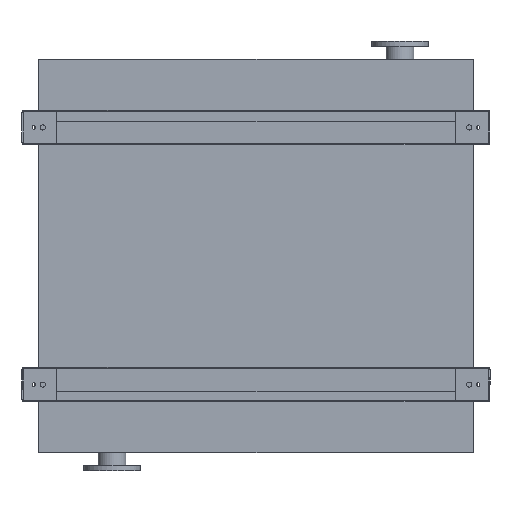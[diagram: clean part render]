
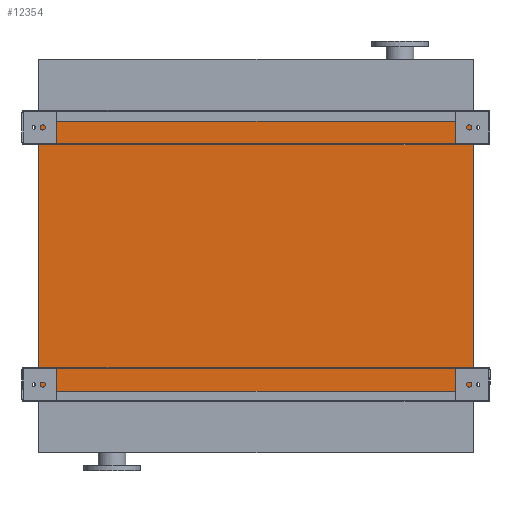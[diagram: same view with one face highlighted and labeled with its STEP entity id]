
A CAD part, front view. The second image highlights one B-rep face of the part: STEP entity #12354.
In plain terms, the highlighted planar face has unit normal (0, -1, 0).
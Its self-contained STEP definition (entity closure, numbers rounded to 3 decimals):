
#1384 = ORIENTED_EDGE ( 'NONE', *, *, #6674, .T. ) ;
#1876 = VECTOR ( 'NONE', #4119, 1000. ) ;
#1887 = EDGE_CURVE ( 'NONE', #18839, #17514, #17086, .T. ) ;
#2764 = VECTOR ( 'NONE', #14349, 1000. ) ;
#4119 = DIRECTION ( 'NONE',  ( 0., 0., 1. ) ) ;
#4157 = CARTESIAN_POINT ( 'NONE',  ( 845., 0., -1050. ) ) ;
#5418 = FACE_OUTER_BOUND ( 'NONE', #13823, .T. ) ;
#5633 = ORIENTED_EDGE ( 'NONE', *, *, #11339, .F. ) ;
#5824 = DIRECTION ( 'NONE',  ( 0., -1., 0. ) ) ;
#6674 = EDGE_CURVE ( 'NONE', #18839, #20362, #21579, .T. ) ;
#7817 = LINE ( 'NONE', #11756, #12533 ) ;
#10264 = CARTESIAN_POINT ( 'NONE',  ( -845., 0., 0. ) ) ;
#11339 = EDGE_CURVE ( 'NONE', #17514, #21708, #14859, .T. ) ;
#11756 = CARTESIAN_POINT ( 'NONE',  ( 845., 0., -1050. ) ) ;
#12354 = ADVANCED_FACE ( 'NONE', ( #5418 ), #18102, .T. ) ;
#12533 = VECTOR ( 'NONE', #22309, 1000. ) ;
#13178 = ORIENTED_EDGE ( 'NONE', *, *, #17657, .T. ) ;
#13342 = ORIENTED_EDGE ( 'NONE', *, *, #1887, .F. ) ;
#13823 = EDGE_LOOP ( 'NONE', ( #5633, #13342, #1384, #13178 ) ) ;
#14150 = CARTESIAN_POINT ( 'NONE',  ( 845., 0., 0. ) ) ;
#14303 = VECTOR ( 'NONE', #15587, 1000. ) ;
#14349 = DIRECTION ( 'NONE',  ( 1., 0., 0. ) ) ;
#14357 = CARTESIAN_POINT ( 'NONE',  ( -845., 0., -1050. ) ) ;
#14859 = LINE ( 'NONE', #10264, #14303 ) ;
#15587 = DIRECTION ( 'NONE',  ( 1., 0., 0. ) ) ;
#17086 = LINE ( 'NONE', #21716, #1876 ) ;
#17514 = VERTEX_POINT ( 'NONE', #20186 ) ;
#17657 = EDGE_CURVE ( 'NONE', #20362, #21708, #7817, .T. ) ;
#18102 = PLANE ( 'NONE',  #22213 ) ;
#18172 = DIRECTION ( 'NONE',  ( 0., 0., -1. ) ) ;
#18839 = VERTEX_POINT ( 'NONE', #14357 ) ;
#20186 = CARTESIAN_POINT ( 'NONE',  ( -845., 0., 0. ) ) ;
#20362 = VERTEX_POINT ( 'NONE', #4157 ) ;
#21288 = CARTESIAN_POINT ( 'NONE',  ( -845., 0., -1050. ) ) ;
#21494 = CARTESIAN_POINT ( 'NONE',  ( -845., 0., -1050. ) ) ;
#21579 = LINE ( 'NONE', #21288, #2764 ) ;
#21708 = VERTEX_POINT ( 'NONE', #14150 ) ;
#21716 = CARTESIAN_POINT ( 'NONE',  ( -845., 0., -1050. ) ) ;
#22213 = AXIS2_PLACEMENT_3D ( 'NONE', #21494, #5824, #18172 ) ;
#22309 = DIRECTION ( 'NONE',  ( 0., 0., 1. ) ) ;
